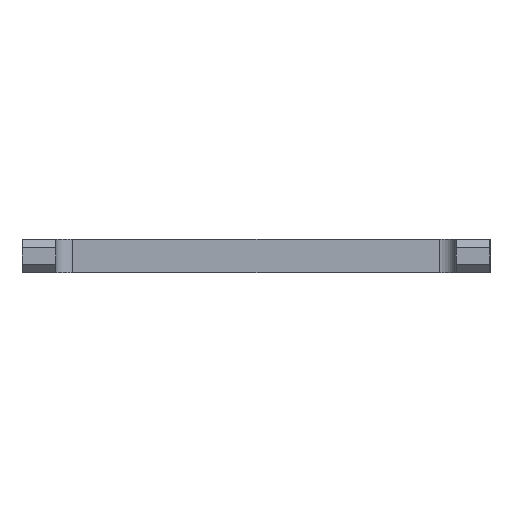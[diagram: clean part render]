
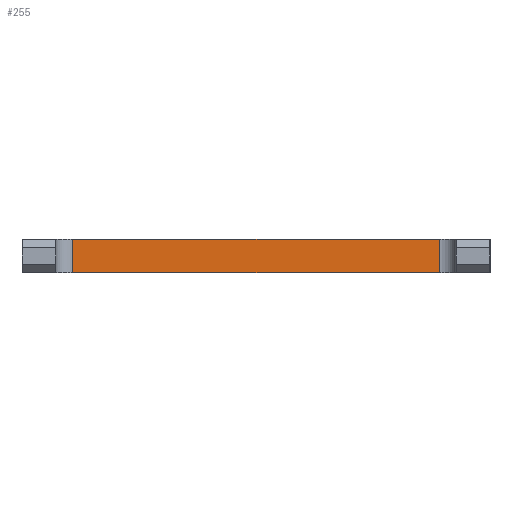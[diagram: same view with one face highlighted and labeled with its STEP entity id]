
A CAD part, left-side view. The second image highlights one B-rep face of the part: STEP entity #255.
In plain terms, the highlighted planar face has unit normal (-1, 0, 0).
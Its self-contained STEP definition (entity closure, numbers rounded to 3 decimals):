
#255=ADVANCED_FACE('',(#936),#938,.F.);
#936=FACE_BOUND('',#937,.T.);
#937=EDGE_LOOP('',(#1515,#1516,#1517,#1518));
#938=PLANE('',#939);
#939=AXIS2_PLACEMENT_3D('',#940,#941,#942);
#940=CARTESIAN_POINT('',(9.,0.,6.));
#941=DIRECTION('',(1.,0.,0.));
#942=DIRECTION('',(0.,0.,-1.));
#1515=ORIENTED_EDGE('',*,*,#1740,.F.);
#1516=ORIENTED_EDGE('',*,*,#1823,.T.);
#1517=ORIENTED_EDGE('',*,*,#1824,.T.);
#1518=ORIENTED_EDGE('',*,*,#1825,.T.);
#1740=EDGE_CURVE('',#1923,#1925,#1926,.T.);
#1823=EDGE_CURVE('',#1923,#2075,#2077,.T.);
#1824=EDGE_CURVE('',#2075,#2078,#2079,.T.);
#1825=EDGE_CURVE('',#2078,#1925,#2080,.T.);
#1923=VERTEX_POINT('',#2253);
#1925=VERTEX_POINT('',#2258);
#1926=LINE('',#2259,#2260);
#2075=VERTEX_POINT('',#2612);
#2077=LINE('',#2617,#2618);
#2078=VERTEX_POINT('',#2620);
#2079=LINE('',#2621,#2622);
#2080=LINE('',#2624,#2625);
#2253=CARTESIAN_POINT('',(9.,74.,6.));
#2258=CARTESIAN_POINT('',(9.,9.,6.));
#2259=CARTESIAN_POINT('',(9.,74.,6.));
#2260=VECTOR('',#2261,1.);
#2261=DIRECTION('',(0.,-1.,0.));
#2612=CARTESIAN_POINT('',(9.,74.,0.));
#2617=CARTESIAN_POINT('',(9.,74.,6.));
#2618=VECTOR('',#2619,1.);
#2619=DIRECTION('',(0.,0.,-1.));
#2620=CARTESIAN_POINT('',(9.,9.,0.));
#2621=CARTESIAN_POINT('',(9.,74.,0.));
#2622=VECTOR('',#2623,1.);
#2623=DIRECTION('',(0.,-1.,0.));
#2624=CARTESIAN_POINT('',(9.,9.,0.));
#2625=VECTOR('',#2626,1.);
#2626=DIRECTION('',(0.,0.,1.));
